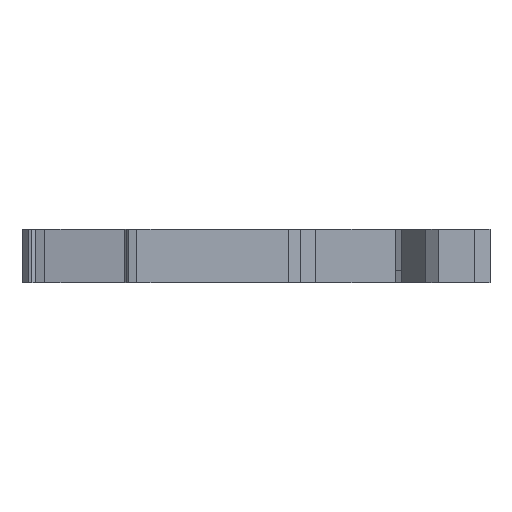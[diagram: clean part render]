
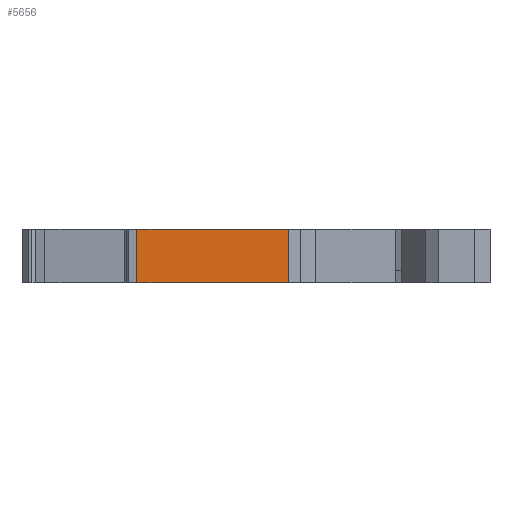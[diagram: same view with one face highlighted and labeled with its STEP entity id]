
A CAD part, left-side view. The second image highlights one B-rep face of the part: STEP entity #5656.
In plain terms, the highlighted free-form (B-spline) face has degree [1, 1] with [2, 2] control points.
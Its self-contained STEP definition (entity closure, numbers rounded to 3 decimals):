
#1146=CARTESIAN_POINT('',(-31.8,6.482,0.));
#1147=VERTEX_POINT('',#1146);
#1162=CARTESIAN_POINT('',(-31.8,6.482,-3.5));
#1163=VERTEX_POINT('',#1162);
#1169=CARTESIAN_POINT('',(-31.8,6.482,-3.5));
#1170=CARTESIAN_POINT('',(-31.8,6.482,0.));
#1171=B_SPLINE_CURVE_WITH_KNOTS('',1,(#1169,#1170),.POLYLINE_FORM.,.F.,.U.,(2,2),(0.,1.),.UNSPECIFIED.);
#1172=EDGE_CURVE('',#1163,#1147,#1171,.T.);
#1512=CARTESIAN_POINT('',(-31.8,-3.4,0.));
#1513=VERTEX_POINT('',#1512);
#1520=CARTESIAN_POINT('',(-31.8,-3.4,-3.5));
#1521=VERTEX_POINT('',#1520);
#1522=CARTESIAN_POINT('',(-31.8,-3.4,0.));
#1523=CARTESIAN_POINT('',(-31.8,-3.4,-3.5));
#1524=B_SPLINE_CURVE_WITH_KNOTS('',1,(#1522,#1523),.POLYLINE_FORM.,.F.,.U.,(2,2),(0.,1.),.UNSPECIFIED.);
#1525=EDGE_CURVE('',#1513,#1521,#1524,.T.);
#5637=CARTESIAN_POINT('',(-31.8,7.515,0.248));
#5638=CARTESIAN_POINT('',(-31.8,-4.465,0.248));
#5639=CARTESIAN_POINT('',(-31.8,7.515,-3.748));
#5640=CARTESIAN_POINT('',(-31.8,-4.465,-3.748));
#5641=B_SPLINE_SURFACE_WITH_KNOTS('',1,1,((#5637,#5638),(#5639,#5640)),.PLANE_SURF.,.F.,.F.,.U.,(2,2),(2,2),(0.,1.),(0.,1.),.UNSPECIFIED.);
#5642=ORIENTED_EDGE('',*,*,#1172,.F.);
#5643=CARTESIAN_POINT('',(-31.8,-3.4,-3.5));
#5644=CARTESIAN_POINT('',(-31.8,6.482,-3.5));
#5645=B_SPLINE_CURVE_WITH_KNOTS('',1,(#5643,#5644),.POLYLINE_FORM.,.F.,.U.,(2,2),(0.,1.),.UNSPECIFIED.);
#5646=EDGE_CURVE('',#1521,#1163,#5645,.T.);
#5647=ORIENTED_EDGE('',*,*,#5646,.F.);
#5648=ORIENTED_EDGE('',*,*,#1525,.F.);
#5649=CARTESIAN_POINT('',(-31.8,6.482,0.));
#5650=CARTESIAN_POINT('',(-31.8,-3.4,0.));
#5651=B_SPLINE_CURVE_WITH_KNOTS('',1,(#5649,#5650),.POLYLINE_FORM.,.F.,.U.,(2,2),(0.,1.),.UNSPECIFIED.);
#5652=EDGE_CURVE('',#1147,#1513,#5651,.T.);
#5653=ORIENTED_EDGE('',*,*,#5652,.F.);
#5654=EDGE_LOOP('',(#5642,#5647,#5648,#5653));
#5655=FACE_OUTER_BOUND('',#5654,.T.);
#5656=ADVANCED_FACE('',(#5655),#5641,.T.);
